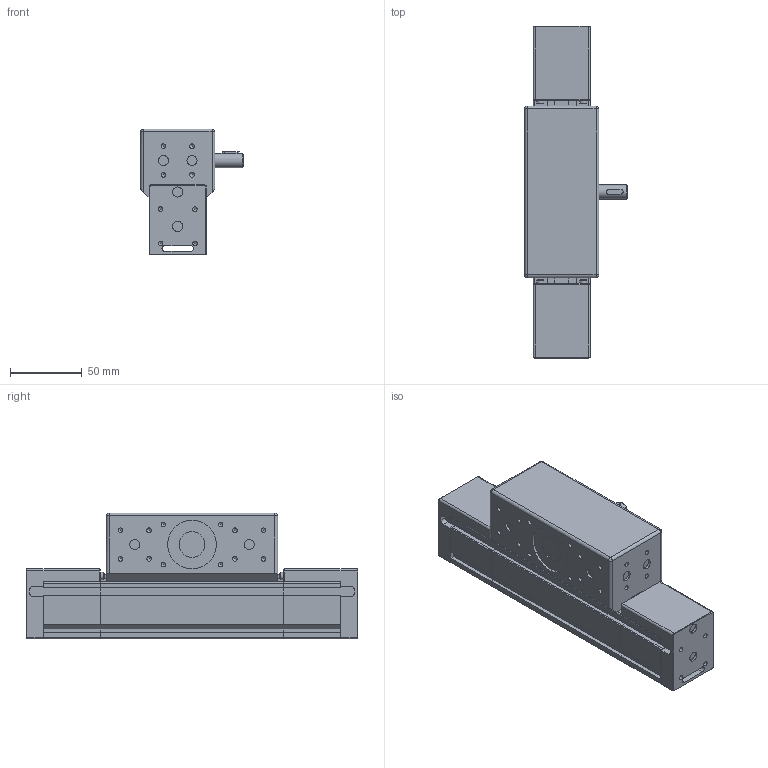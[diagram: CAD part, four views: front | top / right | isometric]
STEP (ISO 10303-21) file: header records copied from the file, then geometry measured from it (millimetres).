
FILE_DESCRIPTION((''),'2;1');
FILE_NAME('MTJZ 40 TIP 1 ASM.stp','2011-05-23T10:53:51',('Matej'),(''),'Autodesk Inventor 2011','Autodesk Inventor 2011','');
FILE_SCHEMA(('AUTOMOTIVE_DESIGN { 1 0 10303 214 1 1 1 1 }'));
Length unit declared in the file: millimetre
Products named in the file (5): MTJZ 40 TIP 1 ASM; MTJZ 40 TIP 1; PROFIL MTJZ 40; KONČNIK MTJZ 40; BLOK MTJZ 40 TIP 1
Assembly tree (5 placements, depth 3):
  MTJZ 40 TIP 1 ASM
    MTJZ 40 TIP 1
      PROFIL MTJZ 40
      KONČNIK MTJZ 40  x2
      BLOK MTJZ 40 TIP 1
Bounding box: 72 x 232 x 88 mm (x, y, z)
Volume: 646777.1 mm3; surface area: 112621.7 mm2
Topology: 4 solids, 4 shells, 391 faces, 981 edges, 616 vertices
Faces by surface type: plane 210, cylinder 111, cone 65, sphere 4, torus 1
Full cylindrical faces by diameter (mm): 3.242 x40, 5 x4, 7 x12, 10 x7, 18 x2, 34 x2
Entity records: 7816 total; most frequent: DIRECTION 1333, CARTESIAN_POINT 1295, ORIENTED_EDGE 1130, EDGE_CURVE 565, AXIS2_PLACEMENT_3D 478, EDGE_LOOP 407, VERTEX_POINT 404, VECTOR 377
